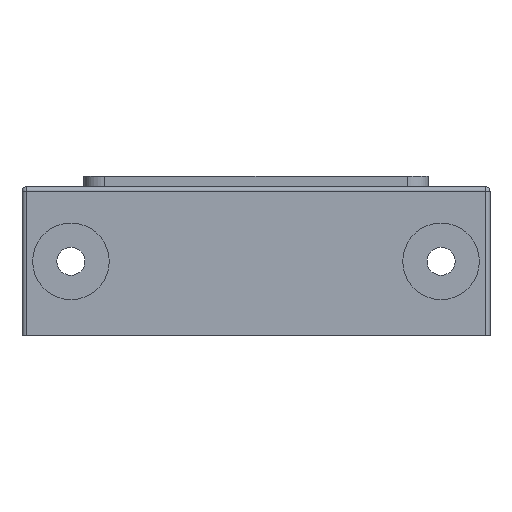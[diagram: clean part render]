
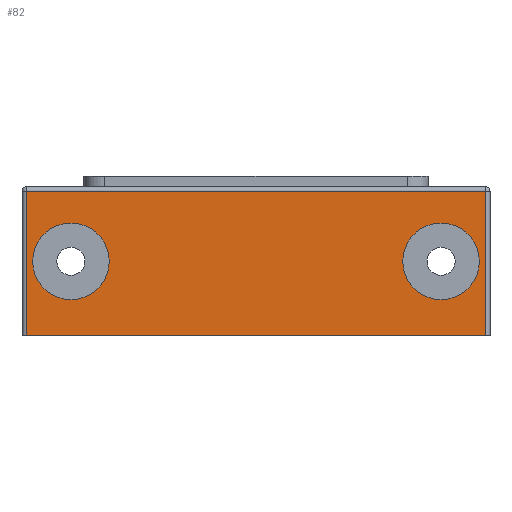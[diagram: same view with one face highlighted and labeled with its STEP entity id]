
A CAD part, front view. The second image highlights one B-rep face of the part: STEP entity #82.
In plain terms, the highlighted planar face has unit normal (0, -1, 0).
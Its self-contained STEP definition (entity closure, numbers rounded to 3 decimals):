
#82=ADVANCED_FACE('NONE',(#244,#245,#246),#247,.F.);
#244=FACE_OUTER_BOUND('',#542,.T.);
#245=FACE_BOUND('',#543,.T.);
#246=FACE_BOUND('',#544,.T.);
#247=PLANE('',#545);
#542=EDGE_LOOP('',(#954,#955,#956,#957));
#543=EDGE_LOOP('',(#958,#959));
#544=EDGE_LOOP('',(#960,#961));
#545=AXIS2_PLACEMENT_3D('',#962,#963,#964);
#954=ORIENTED_EDGE('',*,*,#1995,.T.);
#955=ORIENTED_EDGE('',*,*,#1996,.T.);
#956=ORIENTED_EDGE('',*,*,#1977,.T.);
#957=ORIENTED_EDGE('',*,*,#1997,.T.);
#958=ORIENTED_EDGE('',*,*,#1933,.F.);
#959=ORIENTED_EDGE('',*,*,#1998,.F.);
#960=ORIENTED_EDGE('',*,*,#1929,.F.);
#961=ORIENTED_EDGE('',*,*,#1999,.F.);
#962=CARTESIAN_POINT('',(55.0,-58.0,17.5));
#963=DIRECTION('',(0.0,1.0,0.0));
#964=DIRECTION('',(-0.0,0.0,-1.0));
#1929=EDGE_CURVE('NONE',#2294,#2295,#2296,.T.);
#1933=EDGE_CURVE('NONE',#2302,#2303,#2304,.T.);
#1977=EDGE_CURVE('NONE',#2384,#2382,#2385,.T.);
#1995=EDGE_CURVE('NONE',#2406,#2407,#2408,.T.);
#1996=EDGE_CURVE('NONE',#2407,#2384,#2409,.T.);
#1997=EDGE_CURVE('NONE',#2382,#2406,#2410,.T.);
#1998=EDGE_CURVE('NONE',#2303,#2302,#2411,.T.);
#1999=EDGE_CURVE('NONE',#2295,#2294,#2412,.T.);
#2294=VERTEX_POINT('NONE',#2889);
#2295=VERTEX_POINT('NONE',#2890);
#2296=CIRCLE('',#2891,9.0);
#2302=VERTEX_POINT('NONE',#2899);
#2303=VERTEX_POINT('NONE',#2900);
#2304=CIRCLE('',#2901,9.0);
#2382=VERTEX_POINT('NONE',#3006);
#2384=VERTEX_POINT('NONE',#3008);
#2385=LINE('',#3009,#3010);
#2406=VERTEX_POINT('NONE',#3039);
#2407=VERTEX_POINT('NONE',#3040);
#2408=LINE('',#3041,#3042);
#2409=LINE('',#3043,#3044);
#2410=LINE('',#3045,#3046);
#2411=CIRCLE('',#3047,9.0);
#2412=CIRCLE('',#3048,9.0);
#2889=CARTESIAN_POINT('',(-43.5,-58.0,-9.));
#2890=CARTESIAN_POINT('',(-43.5,-58.0,9.0));
#2891=AXIS2_PLACEMENT_3D('',#3743,#3744,#3745);
#2899=CARTESIAN_POINT('',(43.5,-58.0,-9.));
#2900=CARTESIAN_POINT('',(43.5,-58.0,9.0));
#2901=AXIS2_PLACEMENT_3D('',#3751,#3752,#3753);
#3006=CARTESIAN_POINT('',(54.0,-58.0,-17.5));
#3008=CARTESIAN_POINT('',(-54.0,-58.0,-17.5));
#3009=CARTESIAN_POINT('',(55.0,-58.0,-17.5));
#3010=VECTOR('',#3829,1000.0);
#3039=CARTESIAN_POINT('',(54.0,-58.0,16.5));
#3040=CARTESIAN_POINT('',(-54.0,-58.0,16.5));
#3041=CARTESIAN_POINT('',(-55.0,-58.0,16.5));
#3042=VECTOR('',#3865,1000.0);
#3043=CARTESIAN_POINT('',(-54.0,-58.0,17.5));
#3044=VECTOR('',#3866,1000.0);
#3045=CARTESIAN_POINT('',(54.0,-58.0,17.5));
#3046=VECTOR('',#3867,1000.0);
#3047=AXIS2_PLACEMENT_3D('',#3868,#3869,#3870);
#3048=AXIS2_PLACEMENT_3D('',#3871,#3872,#3873);
#3743=CARTESIAN_POINT('',(-43.5,-58.0,0.));
#3744=DIRECTION('',(0.0,-1.0,0.0));
#3745=DIRECTION('',(0.0,0.0,-1.0));
#3751=CARTESIAN_POINT('',(43.5,-58.0,0.));
#3752=DIRECTION('',(0.0,-1.0,0.0));
#3753=DIRECTION('',(0.0,0.0,1.0));
#3829=DIRECTION('',(1.0,0.0,-0.0));
#3865=DIRECTION('',(-1.0,0.0,0.0));
#3866=DIRECTION('',(0.0,0.0,-1.0));
#3867=DIRECTION('',(0.0,0.0,1.0));
#3868=CARTESIAN_POINT('',(43.5,-58.0,0.));
#3869=DIRECTION('',(0.0,-1.0,0.0));
#3870=DIRECTION('',(0.0,0.0,1.0));
#3871=CARTESIAN_POINT('',(-43.5,-58.0,0.));
#3872=DIRECTION('',(0.0,-1.0,0.0));
#3873=DIRECTION('',(0.0,0.0,-1.0));
